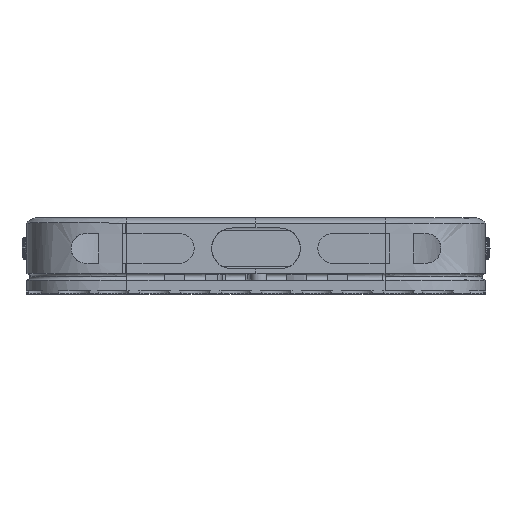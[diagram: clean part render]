
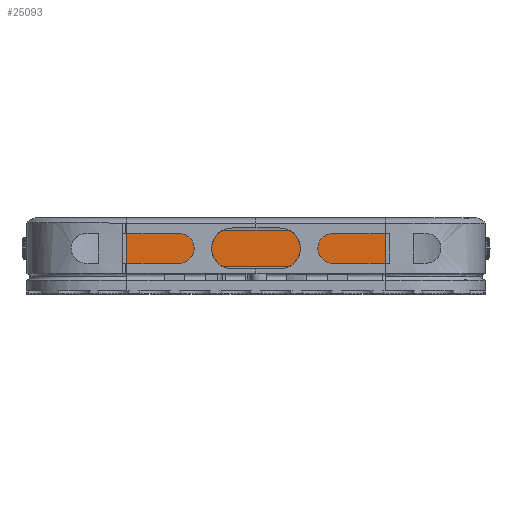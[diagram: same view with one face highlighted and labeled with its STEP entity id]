
A CAD part, front view. The second image highlights one B-rep face of the part: STEP entity #25093.
In plain terms, the highlighted planar face has unit normal (0, -1, 0).
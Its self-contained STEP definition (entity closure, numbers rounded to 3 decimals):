
#768=PLANE('',#27478);
#2682=LINE('',#48470,#4749);
#2687=LINE('',#49210,#4754);
#2688=LINE('',#49699,#4755);
#2689=LINE('',#49702,#4756);
#4749=VECTOR('',#33956,10.);
#4754=VECTOR('',#33983,10.);
#4755=VECTOR('',#33990,10.);
#4756=VECTOR('',#33995,10.);
#6629=FACE_OUTER_BOUND('',#8133,.T.);
#8133=EDGE_LOOP('',(#22625,#22626,#22627,#22628));
#11565=VERTEX_POINT('',#44123);
#12161=VERTEX_POINT('',#48438);
#12163=VERTEX_POINT('',#48469);
#12179=VERTEX_POINT('',#49421);
#15686=EDGE_CURVE('',#12163,#12161,#2682,.T.);
#15713=EDGE_CURVE('',#11565,#12161,#2687,.T.);
#15720=EDGE_CURVE('',#12179,#12163,#2688,.T.);
#15722=EDGE_CURVE('',#11565,#12179,#2689,.T.);
#22625=ORIENTED_EDGE('',*,*,#15722,.T.);
#22626=ORIENTED_EDGE('',*,*,#15720,.T.);
#22627=ORIENTED_EDGE('',*,*,#15686,.T.);
#22628=ORIENTED_EDGE('',*,*,#15713,.F.);
#25093=ADVANCED_FACE('',(#6629),#768,.F.);
#27478=AXIS2_PLACEMENT_3D('',#49703,#33996,#33997);
#33956=DIRECTION('',(-1.,0.,0.));
#33983=DIRECTION('',(0.,0.,1.));
#33990=DIRECTION('',(0.,0.,1.));
#33995=DIRECTION('',(1.,0.,0.));
#33996=DIRECTION('center_axis',(0.,1.,0.));
#33997=DIRECTION('ref_axis',(-1.,0.,0.));
#44123=CARTESIAN_POINT('',(-19.091,65.85,3.575));
#48438=CARTESIAN_POINT('',(-19.091,65.85,8.915));
#48469=CARTESIAN_POINT('',(19.075,65.85,8.915));
#48470=CARTESIAN_POINT('',(9.537,65.85,8.915));
#49210=CARTESIAN_POINT('',(-19.091,65.85,2.55));
#49421=CARTESIAN_POINT('',(19.075,65.85,3.575));
#49699=CARTESIAN_POINT('',(19.075,65.85,2.55));
#49702=CARTESIAN_POINT('',(9.537,65.85,3.575));
#49703=CARTESIAN_POINT('Origin',(19.075,65.85,2.55));
